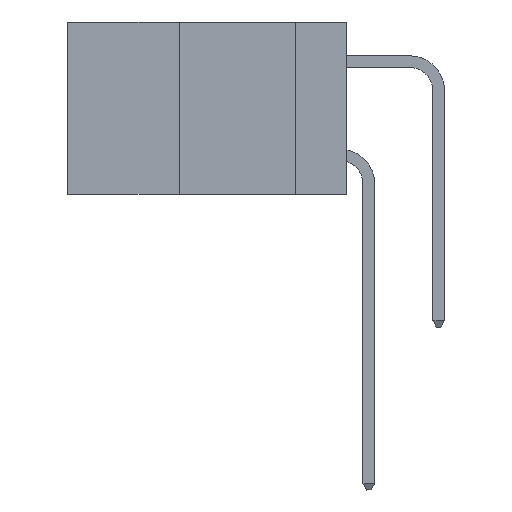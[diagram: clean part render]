
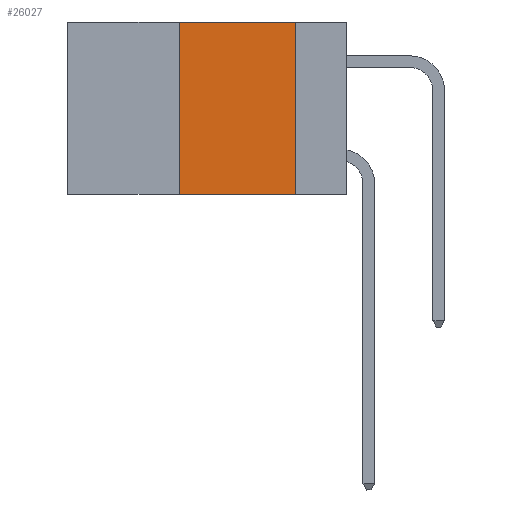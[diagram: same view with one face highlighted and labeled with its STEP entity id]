
A CAD part, left-side view. The second image highlights one B-rep face of the part: STEP entity #26027.
In plain terms, the highlighted planar face has unit normal (-1, 0, 0).
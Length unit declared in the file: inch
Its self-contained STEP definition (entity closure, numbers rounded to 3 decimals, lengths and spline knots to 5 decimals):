
#43 = CARTESIAN_POINT ( 'NONE',  ( 0., 0.36, 0. ) ) ;
#2690 = CARTESIAN_POINT ( 'NONE',  ( 0., 0.6, 0. ) ) ;
#2898 = EDGE_CURVE ( 'NONE', #21456, #4324, #21300, .T. ) ;
#3207 = CARTESIAN_POINT ( 'NONE',  ( 0., 0.11, 0. ) ) ;
#3595 = DIRECTION ( 'NONE',  ( 0., -1., 0. ) ) ;
#3894 = CARTESIAN_POINT ( 'NONE',  ( 0., 0.11, 0. ) ) ;
#4324 = VERTEX_POINT ( 'NONE', #23145 ) ;
#4344 = CARTESIAN_POINT ( 'NONE',  ( 0., 0.6, 0. ) ) ;
#5882 = VECTOR ( 'NONE', #3595, 39.37008 ) ;
#6479 = DIRECTION ( 'NONE',  ( 1., 0., 0. ) ) ;
#6842 = ORIENTED_EDGE ( 'NONE', *, *, #17795, .F. ) ;
#7167 = DIRECTION ( 'NONE',  ( 0., -1., 0. ) ) ;
#7196 = LINE ( 'NONE', #14240, #5882 ) ;
#8913 = ORIENTED_EDGE ( 'NONE', *, *, #2898, .F. ) ;
#11203 = ORIENTED_EDGE ( 'NONE', *, *, #24993, .F. ) ;
#11726 = FACE_OUTER_BOUND ( 'NONE', #15832, .T. ) ;
#12765 = CARTESIAN_POINT ( 'NONE',  ( 0., 0.36, 0. ) ) ;
#14240 = CARTESIAN_POINT ( 'NONE',  ( 0., 0.6, -0.37 ) ) ;
#15832 = EDGE_LOOP ( 'NONE', ( #8913, #6842, #11203, #20551 ) ) ;
#17795 = EDGE_CURVE ( 'NONE', #25997, #21456, #25337, .T. ) ;
#18149 = VECTOR ( 'NONE', #21154, 39.37008 ) ;
#19365 = PLANE ( 'NONE',  #24749 ) ;
#19674 = VECTOR ( 'NONE', #7167, 39.37008 ) ;
#19907 = DIRECTION ( 'NONE',  ( 0., 0., -1. ) ) ;
#20551 = ORIENTED_EDGE ( 'NONE', *, *, #22876, .T. ) ;
#20621 = VECTOR ( 'NONE', #23459, 39.37008 ) ;
#21154 = DIRECTION ( 'NONE',  ( 0., 0., 1. ) ) ;
#21300 = LINE ( 'NONE', #3894, #20621 ) ;
#21456 = VERTEX_POINT ( 'NONE', #3207 ) ;
#22876 = EDGE_CURVE ( 'NONE', #26692, #4324, #7196, .T. ) ;
#23145 = CARTESIAN_POINT ( 'NONE',  ( 0., 0.11, -0.37 ) ) ;
#23459 = DIRECTION ( 'NONE',  ( 0., 0., -1. ) ) ;
#23681 = CARTESIAN_POINT ( 'NONE',  ( 0., 0.36, -0.37 ) ) ;
#24749 = AXIS2_PLACEMENT_3D ( 'NONE', #4344, #6479, #19907 ) ;
#24993 = EDGE_CURVE ( 'NONE', #26692, #25997, #26766, .T. ) ;
#25337 = LINE ( 'NONE', #2690, #19674 ) ;
#25997 = VERTEX_POINT ( 'NONE', #12765 ) ;
#26027 = ADVANCED_FACE ( 'NONE', ( #11726 ), #19365, .F. ) ;
#26692 = VERTEX_POINT ( 'NONE', #23681 ) ;
#26766 = LINE ( 'NONE', #43, #18149 ) ;
